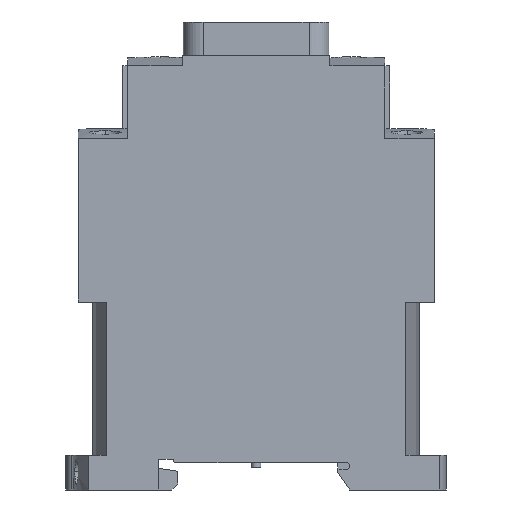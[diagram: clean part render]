
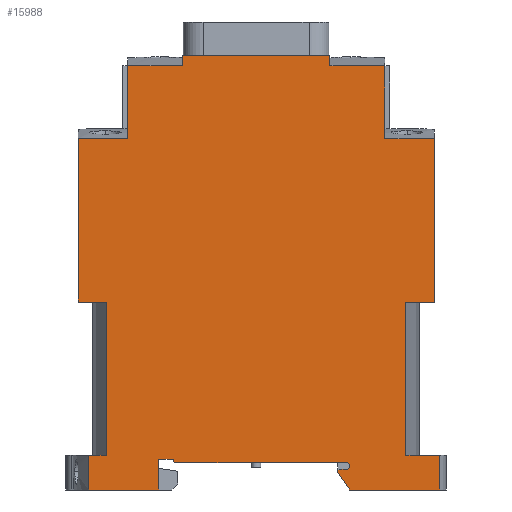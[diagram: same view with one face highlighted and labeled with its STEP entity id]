
A CAD part, left-side view. The second image highlights one B-rep face of the part: STEP entity #15988.
In plain terms, the highlighted planar face has unit normal (-1, 0, 0).
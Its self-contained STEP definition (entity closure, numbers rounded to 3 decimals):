
#2127=DIRECTION('',(0.,0.,-1.));
#2128=VECTOR('',#2127,7.);
#2129=CARTESIAN_POINT('',(0.,72.3,7.));
#2130=LINE('',#2129,#2128);
#2134=DIRECTION('',(0.,0.,-1.));
#2135=VECTOR('',#2134,31.);
#2136=CARTESIAN_POINT('',(0.,68.8,38.));
#2137=LINE('',#2136,#2135);
#2141=DIRECTION('',(0.,0.,-1.));
#2142=VECTOR('',#2141,33.05);
#2143=CARTESIAN_POINT('',(0.,74.45,71.05));
#2144=LINE('',#2143,#2142);
#2148=DIRECTION('',(0.,1.,0.));
#2149=VECTOR('',#2148,10.);
#2150=CARTESIAN_POINT('',(0.,64.45,71.05));
#2151=LINE('',#2150,#2149);
#2155=DIRECTION('',(0.,0.,-1.));
#2156=VECTOR('',#2155,14.7);
#2157=CARTESIAN_POINT('',(0.,64.45,85.75));
#2158=LINE('',#2157,#2156);
#2162=DIRECTION('',(0.,1.,0.));
#2163=VECTOR('',#2162,11.1);
#2164=CARTESIAN_POINT('',(0.,53.35,85.75));
#2165=LINE('',#2164,#2163);
#2169=DIRECTION('',(0.,0.,-1.));
#2170=VECTOR('',#2169,2.05);
#2171=CARTESIAN_POINT('',(0.,53.35,87.8));
#2172=LINE('',#2171,#2170);
#2176=DIRECTION('',(0.,0.,-1.));
#2177=VECTOR('',#2176,2.05);
#2178=CARTESIAN_POINT('',(0.,23.55,87.8));
#2179=LINE('',#2178,#2177);
#2183=DIRECTION('',(0.,1.,0.));
#2184=VECTOR('',#2183,11.1);
#2185=CARTESIAN_POINT('',(0.,12.45,85.75));
#2186=LINE('',#2185,#2184);
#2190=DIRECTION('',(0.,0.,-1.));
#2191=VECTOR('',#2190,14.7);
#2192=CARTESIAN_POINT('',(0.,12.45,85.75));
#2193=LINE('',#2192,#2191);
#2197=DIRECTION('',(0.,1.,0.));
#2198=VECTOR('',#2197,10.);
#2199=CARTESIAN_POINT('',(0.,2.45,71.05));
#2200=LINE('',#2199,#2198);
#2204=DIRECTION('',(0.,0.,-1.));
#2205=VECTOR('',#2204,33.05);
#2206=CARTESIAN_POINT('',(0.,2.45,71.05));
#2207=LINE('',#2206,#2205);
#2211=DIRECTION('',(0.,0.,-1.));
#2212=VECTOR('',#2211,31.);
#2213=CARTESIAN_POINT('',(0.,8.2,38.));
#2214=LINE('',#2213,#2212);
#2218=DIRECTION('',(0.,0.,-1.));
#2219=VECTOR('',#2218,7.);
#2220=CARTESIAN_POINT('',(0.,1.34,7.));
#2221=LINE('',#2220,#2219);
#2225=DIRECTION('',(0.,0.574,0.819));
#2226=VECTOR('',#2225,4.273);
#2227=CARTESIAN_POINT('',(0.,19.549,0.));
#2228=LINE('',#2227,#2226);
#2232=DIRECTION('',(0.,0.,1.));
#2233=VECTOR('',#2232,0.3);
#2234=CARTESIAN_POINT('',(0.,22.,3.5));
#2235=LINE('',#2234,#2233);
#2239=DIRECTION('',(0.,-0.707,0.707));
#2240=VECTOR('',#2239,0.566);
#2241=CARTESIAN_POINT('',(0.,22.,3.8));
#2242=LINE('',#2241,#2240);
#2246=DIRECTION('',(0.,-1.,0.));
#2247=VECTOR('',#2246,1.4);
#2248=CARTESIAN_POINT('',(0.,21.6,4.2));
#2249=LINE('',#2248,#2247);
#2253=CARTESIAN_POINT('',(0.,20.2,4.8));
#2254=DIRECTION('',(-1.,0.,0.));
#2255=DIRECTION('',(0.,0.,-1.));
#2256=AXIS2_PLACEMENT_3D('',#2253,#2254,#2255);
#2261=DIRECTION('',(0.,0.,1.));
#2262=VECTOR('',#2261,0.1);
#2263=CARTESIAN_POINT('',(0.,19.6,4.8));
#2264=LINE('',#2263,#2262);
#2268=CARTESIAN_POINT('',(0.,20.2,4.9));
#2269=DIRECTION('',(-1.,0.,0.));
#2270=DIRECTION('',(0.,-1.,0.));
#2271=AXIS2_PLACEMENT_3D('',#2268,#2269,#2270);
#2276=DIRECTION('',(0.,1.,0.));
#2277=VECTOR('',#2276,34.1);
#2278=CARTESIAN_POINT('',(0.,20.2,5.5));
#2279=LINE('',#2278,#2277);
#2283=DIRECTION('',(0.,0.984,0.177));
#2284=VECTOR('',#2283,0.914);
#2285=CARTESIAN_POINT('',(0.,54.3,5.5));
#2286=LINE('',#2285,#2284);
#2290=DIRECTION('',(0.,0.,1.));
#2291=VECTOR('',#2290,0.538);
#2292=CARTESIAN_POINT('',(0.,55.2,5.662));
#2293=LINE('',#2292,#2291);
#2297=DIRECTION('',(0.,1.,0.));
#2298=VECTOR('',#2297,3.);
#2299=CARTESIAN_POINT('',(0.,55.2,6.2));
#2300=LINE('',#2299,#2298);
#2346=DIRECTION('',(0.,0.,1.));
#2347=VECTOR('',#2346,6.2);
#2348=CARTESIAN_POINT('',(0.,58.2,0.));
#2349=LINE('',#2348,#2347);
#3000=DIRECTION('',(0.,-1.,0.));
#3001=VECTOR('',#3000,18.21);
#3002=CARTESIAN_POINT('',(0.,19.549,0.));
#3003=LINE('',#3002,#3001);
#3341=DIRECTION('',(0.,-1.,0.));
#3342=VECTOR('',#3341,14.1);
#3343=CARTESIAN_POINT('',(0.,72.3,0.));
#3344=LINE('',#3343,#3342);
#3594=DIRECTION('',(0.,1.,0.));
#3595=VECTOR('',#3594,3.5);
#3596=CARTESIAN_POINT('',(0.,68.8,7.));
#3597=LINE('',#3596,#3595);
#3683=DIRECTION('',(0.,-1.,0.));
#3684=VECTOR('',#3683,5.65);
#3685=CARTESIAN_POINT('',(0.,74.45,38.));
#3686=LINE('',#3685,#3684);
#6415=DIRECTION('',(0.,1.,0.));
#6416=VECTOR('',#6415,6.86);
#6417=CARTESIAN_POINT('',(0.,1.34,7.));
#6418=LINE('',#6417,#6416);
#6556=DIRECTION('',(0.,-1.,0.));
#6557=VECTOR('',#6556,5.75);
#6558=CARTESIAN_POINT('',(0.,8.2,38.));
#6559=LINE('',#6558,#6557);
#6785=DIRECTION('',(0.,-1.,0.));
#6786=VECTOR('',#6785,29.8);
#6787=CARTESIAN_POINT('',(0.,53.35,87.8));
#6788=LINE('',#6787,#6786);
#11663=CARTESIAN_POINT('',(0.,53.35,87.8));
#11665=VERTEX_POINT('',#11663);
#11669=CARTESIAN_POINT('',(0.,53.35,85.75));
#11670=VERTEX_POINT('',#11669);
#11677=CARTESIAN_POINT('',(0.,64.45,85.75));
#11678=CARTESIAN_POINT('',(0.,64.45,71.05));
#11679=VERTEX_POINT('',#11677);
#11680=VERTEX_POINT('',#11678);
#11681=CARTESIAN_POINT('',(0.,74.45,71.05));
#11682=VERTEX_POINT('',#11681);
#11685=CARTESIAN_POINT('',(0.,74.45,38.));
#11686=VERTEX_POINT('',#11685);
#11688=CARTESIAN_POINT('',(0.,23.55,85.75));
#11690=VERTEX_POINT('',#11688);
#11691=CARTESIAN_POINT('',(0.,23.55,87.8));
#11693=VERTEX_POINT('',#11691);
#11701=CARTESIAN_POINT('',(0.,12.45,85.75));
#11702=CARTESIAN_POINT('',(0.,12.45,71.05));
#11703=VERTEX_POINT('',#11701);
#11704=VERTEX_POINT('',#11702);
#11705=CARTESIAN_POINT('',(0.,2.45,71.05));
#11706=VERTEX_POINT('',#11705);
#11709=CARTESIAN_POINT('',(0.,2.45,38.));
#11710=VERTEX_POINT('',#11709);
#11721=CARTESIAN_POINT('',(0.,1.34,0.));
#11723=VERTEX_POINT('',#11721);
#11737=CARTESIAN_POINT('',(0.,72.3,7.));
#11738=CARTESIAN_POINT('',(0.,72.3,0.));
#11739=VERTEX_POINT('',#11737);
#11740=VERTEX_POINT('',#11738);
#11741=CARTESIAN_POINT('',(0.,1.34,7.));
#11742=VERTEX_POINT('',#11741);
#12657=CARTESIAN_POINT('',(0.,20.2,5.5));
#12658=CARTESIAN_POINT('',(0.,54.3,5.5));
#12659=VERTEX_POINT('',#12657);
#12660=VERTEX_POINT('',#12658);
#12661=CARTESIAN_POINT('',(0.,19.549,0.));
#12662=CARTESIAN_POINT('',(0.,22.,3.5));
#12663=VERTEX_POINT('',#12661);
#12664=VERTEX_POINT('',#12662);
#12665=CARTESIAN_POINT('',(0.,22.,3.8));
#12666=VERTEX_POINT('',#12665);
#12667=CARTESIAN_POINT('',(0.,21.6,4.2));
#12668=VERTEX_POINT('',#12667);
#12669=CARTESIAN_POINT('',(0.,20.2,4.2));
#12670=VERTEX_POINT('',#12669);
#12683=CARTESIAN_POINT('',(0.,68.8,38.));
#12684=CARTESIAN_POINT('',(0.,68.8,7.));
#12685=VERTEX_POINT('',#12683);
#12686=VERTEX_POINT('',#12684);
#12699=CARTESIAN_POINT('',(0.,8.2,38.));
#12700=CARTESIAN_POINT('',(0.,8.2,7.));
#12701=VERTEX_POINT('',#12699);
#12702=VERTEX_POINT('',#12700);
#13027=CARTESIAN_POINT('',(0.,55.2,5.662));
#13028=VERTEX_POINT('',#13027);
#13029=CARTESIAN_POINT('',(0.,55.2,6.2));
#13030=VERTEX_POINT('',#13029);
#13031=CARTESIAN_POINT('',(0.,58.2,6.2));
#13032=VERTEX_POINT('',#13031);
#13033=CARTESIAN_POINT('',(0.,19.6,4.8));
#13034=VERTEX_POINT('',#13033);
#13035=CARTESIAN_POINT('',(0.,19.6,4.9));
#13036=VERTEX_POINT('',#13035);
#13051=CARTESIAN_POINT('',(0.,58.2,0.));
#13053=VERTEX_POINT('',#13051);
#15918=CARTESIAN_POINT('',(0.,80.,0.));
#15919=DIRECTION('',(-1.,0.,0.));
#15920=DIRECTION('',(0.,-1.,0.));
#15921=AXIS2_PLACEMENT_3D('',#15918,#15919,#15920);
#15922=PLANE('',#15921);
#15924=ORIENTED_EDGE('',*,*,#15923,.F.);
#15926=ORIENTED_EDGE('',*,*,#15925,.F.);
#15928=ORIENTED_EDGE('',*,*,#15927,.F.);
#15930=ORIENTED_EDGE('',*,*,#15929,.F.);
#15932=ORIENTED_EDGE('',*,*,#15931,.F.);
#15934=ORIENTED_EDGE('',*,*,#15933,.F.);
#15936=ORIENTED_EDGE('',*,*,#15935,.F.);
#15938=ORIENTED_EDGE('',*,*,#15937,.F.);
#15940=ORIENTED_EDGE('',*,*,#15939,.F.);
#15942=ORIENTED_EDGE('',*,*,#15941,.F.);
#15944=ORIENTED_EDGE('',*,*,#15943,.F.);
#15946=ORIENTED_EDGE('',*,*,#15945,.T.);
#15948=ORIENTED_EDGE('',*,*,#15947,.T.);
#15950=ORIENTED_EDGE('',*,*,#15949,.F.);
#15951=ORIENTED_EDGE('',*,*,#15871,.T.);
#15952=ORIENTED_EDGE('',*,*,#14518,.F.);
#15953=ORIENTED_EDGE('',*,*,#13745,.T.);
#15955=ORIENTED_EDGE('',*,*,#15954,.F.);
#15957=ORIENTED_EDGE('',*,*,#15956,.T.);
#15959=ORIENTED_EDGE('',*,*,#15958,.F.);
#15961=ORIENTED_EDGE('',*,*,#15960,.T.);
#15963=ORIENTED_EDGE('',*,*,#15962,.F.);
#15965=ORIENTED_EDGE('',*,*,#15964,.T.);
#15967=ORIENTED_EDGE('',*,*,#15966,.T.);
#15969=ORIENTED_EDGE('',*,*,#15968,.T.);
#15971=ORIENTED_EDGE('',*,*,#15970,.T.);
#15973=ORIENTED_EDGE('',*,*,#15972,.T.);
#15975=ORIENTED_EDGE('',*,*,#15974,.T.);
#15977=ORIENTED_EDGE('',*,*,#15976,.T.);
#15979=ORIENTED_EDGE('',*,*,#15978,.T.);
#15981=ORIENTED_EDGE('',*,*,#15980,.T.);
#15983=ORIENTED_EDGE('',*,*,#15982,.T.);
#15985=ORIENTED_EDGE('',*,*,#15984,.T.);
#15986=EDGE_LOOP('',(#15924,#15926,#15928,#15930,#15932,#15934,#15936,#15938,
#15940,#15942,#15944,#15946,#15948,#15950,#15951,#15952,#15953,#15955,#15957,
#15959,#15961,#15963,#15965,#15967,#15969,#15971,#15973,#15975,#15977,#15979,
#15981,#15983,#15985));
#15987=FACE_OUTER_BOUND('',#15986,.F.);
#2257=CIRCLE('',#2256,0.6);
#2272=CIRCLE('',#2271,0.6);
#13745=EDGE_CURVE('',#11706,#11710,#2207,.T.);
#14518=EDGE_CURVE('',#11706,#11704,#2200,.T.);
#15871=EDGE_CURVE('',#11703,#11704,#2193,.T.);
#15923=EDGE_CURVE('',#13053,#13032,#2349,.T.);
#15925=EDGE_CURVE('',#11740,#13053,#3344,.T.);
#15927=EDGE_CURVE('',#11739,#11740,#2130,.T.);
#15929=EDGE_CURVE('',#12686,#11739,#3597,.T.);
#15931=EDGE_CURVE('',#12685,#12686,#2137,.T.);
#15933=EDGE_CURVE('',#11686,#12685,#3686,.T.);
#15935=EDGE_CURVE('',#11682,#11686,#2144,.T.);
#15937=EDGE_CURVE('',#11680,#11682,#2151,.T.);
#15939=EDGE_CURVE('',#11679,#11680,#2158,.T.);
#15941=EDGE_CURVE('',#11670,#11679,#2165,.T.);
#15943=EDGE_CURVE('',#11665,#11670,#2172,.T.);
#15945=EDGE_CURVE('',#11665,#11693,#6788,.T.);
#15947=EDGE_CURVE('',#11693,#11690,#2179,.T.);
#15949=EDGE_CURVE('',#11703,#11690,#2186,.T.);
#15954=EDGE_CURVE('',#12701,#11710,#6559,.T.);
#15956=EDGE_CURVE('',#12701,#12702,#2214,.T.);
#15958=EDGE_CURVE('',#11742,#12702,#6418,.T.);
#15960=EDGE_CURVE('',#11742,#11723,#2221,.T.);
#15962=EDGE_CURVE('',#12663,#11723,#3003,.T.);
#15964=EDGE_CURVE('',#12663,#12664,#2228,.T.);
#15966=EDGE_CURVE('',#12664,#12666,#2235,.T.);
#15968=EDGE_CURVE('',#12666,#12668,#2242,.T.);
#15970=EDGE_CURVE('',#12668,#12670,#2249,.T.);
#15972=EDGE_CURVE('',#12670,#13034,#2257,.T.);
#15974=EDGE_CURVE('',#13034,#13036,#2264,.T.);
#15976=EDGE_CURVE('',#13036,#12659,#2272,.T.);
#15978=EDGE_CURVE('',#12659,#12660,#2279,.T.);
#15980=EDGE_CURVE('',#12660,#13028,#2286,.T.);
#15982=EDGE_CURVE('',#13028,#13030,#2293,.T.);
#15984=EDGE_CURVE('',#13030,#13032,#2300,.T.);
#15988=ADVANCED_FACE('',(#15987),#15922,.T.);
